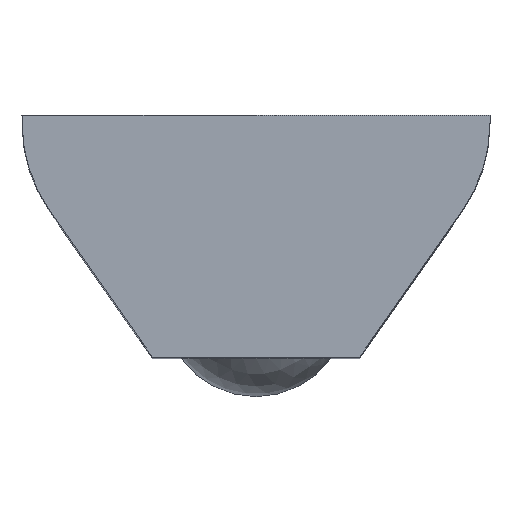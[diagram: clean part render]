
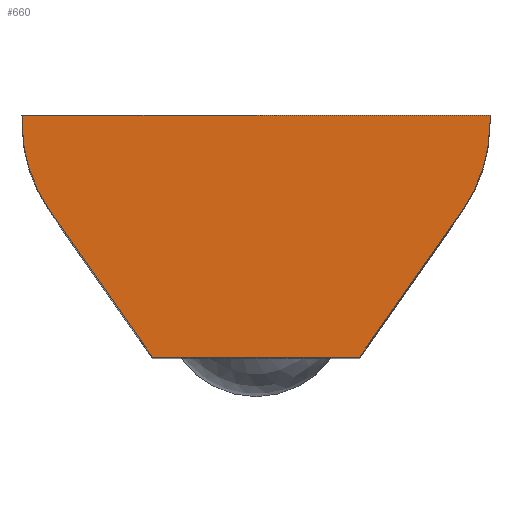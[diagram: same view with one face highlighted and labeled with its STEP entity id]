
A CAD part, top view. The second image highlights one B-rep face of the part: STEP entity #660.
In plain terms, the highlighted planar face has unit normal (0, 0, 1).
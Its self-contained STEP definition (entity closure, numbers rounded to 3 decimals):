
#352=CIRCLE('',#628,4.);
#353=CIRCLE('',#629,4.);
#363=ORIENTED_EDGE('',*,*,#493,.T.);
#364=ORIENTED_EDGE('',*,*,#494,.T.);
#365=ORIENTED_EDGE('',*,*,#489,.T.);
#366=ORIENTED_EDGE('',*,*,#495,.F.);
#367=ORIENTED_EDGE('',*,*,#496,.T.);
#368=ORIENTED_EDGE('',*,*,#497,.T.);
#369=ORIENTED_EDGE('',*,*,#498,.F.);
#370=ORIENTED_EDGE('',*,*,#499,.F.);
#423=VECTOR('',#555,1.);
#426=VECTOR('',#564,1.);
#427=VECTOR('',#565,1.);
#428=VECTOR('',#568,1.);
#429=VECTOR('',#569,1.);
#430=VECTOR('',#570,1.);
#445=LINE('',#678,#423);
#448=LINE('',#688,#426);
#449=LINE('',#690,#427);
#450=LINE('',#694,#428);
#451=LINE('',#696,#429);
#452=LINE('',#697,#430);
#467=VERTEX_POINT('',#676);
#468=VERTEX_POINT('',#677);
#471=VERTEX_POINT('',#685);
#472=VERTEX_POINT('',#686);
#473=VERTEX_POINT('',#689);
#474=VERTEX_POINT('',#691);
#475=VERTEX_POINT('',#693);
#476=VERTEX_POINT('',#695);
#489=EDGE_CURVE('',#467,#468,#445,.T.);
#493=EDGE_CURVE('',#471,#472,#352,.T.);
#494=EDGE_CURVE('',#472,#467,#448,.T.);
#495=EDGE_CURVE('',#473,#468,#449,.T.);
#496=EDGE_CURVE('',#473,#474,#353,.T.);
#497=EDGE_CURVE('',#474,#475,#450,.T.);
#498=EDGE_CURVE('',#476,#475,#451,.T.);
#499=EDGE_CURVE('',#471,#476,#452,.T.);
#522=EDGE_LOOP('',(#363,#364,#365,#366,#367,#368,#369,#370));
#538=FACE_BOUND('',#522,.T.);
#555=DIRECTION('',(5.4,0.,0.));
#560=DIRECTION('',(0.,0.,1.));
#561=DIRECTION('',(0.,-1.,0.));
#562=DIRECTION('',(0.,0.,1.));
#563=DIRECTION('',(-4.,0.,0.));
#564=DIRECTION('',(2.677,-3.823,0.));
#565=DIRECTION('',(-2.677,-3.823,0.));
#566=DIRECTION('',(0.,0.,1.));
#567=DIRECTION('',(3.277,-2.294,0.));
#568=DIRECTION('',(0.,0.183,0.));
#569=DIRECTION('',(12.2,0.,0.));
#570=DIRECTION('',(0.,0.183,0.));
#627=AXIS2_PLACEMENT_3D('',#684,#560,#561);
#628=AXIS2_PLACEMENT_3D('',#687,#562,#563);
#629=AXIS2_PLACEMENT_3D('',#692,#566,#567);
#651=PLANE('',#627);
#660=ADVANCED_FACE('',(#538),#651,.T.);
#676=CARTESIAN_POINT('',(-2.7,-6.3,23.));
#677=CARTESIAN_POINT('',(2.7,-6.3,23.));
#678=CARTESIAN_POINT('',(-2.7,-6.3,23.));
#684=CARTESIAN_POINT('',(-6.1,-0.183,23.));
#685=CARTESIAN_POINT('',(-6.1,-0.183,23.));
#686=CARTESIAN_POINT('',(-5.377,-2.477,23.));
#687=CARTESIAN_POINT('',(-2.1,-0.183,23.));
#688=CARTESIAN_POINT('',(-5.377,-2.477,23.));
#689=CARTESIAN_POINT('',(5.377,-2.477,23.));
#690=CARTESIAN_POINT('',(5.377,-2.477,23.));
#691=CARTESIAN_POINT('',(6.1,-0.183,23.));
#692=CARTESIAN_POINT('',(2.1,-0.183,23.));
#693=CARTESIAN_POINT('',(6.1,0.,23.));
#694=CARTESIAN_POINT('',(6.1,-0.183,23.));
#695=CARTESIAN_POINT('',(-6.1,0.,23.));
#696=CARTESIAN_POINT('',(-6.1,0.,23.));
#697=CARTESIAN_POINT('',(-6.1,-0.183,23.));
